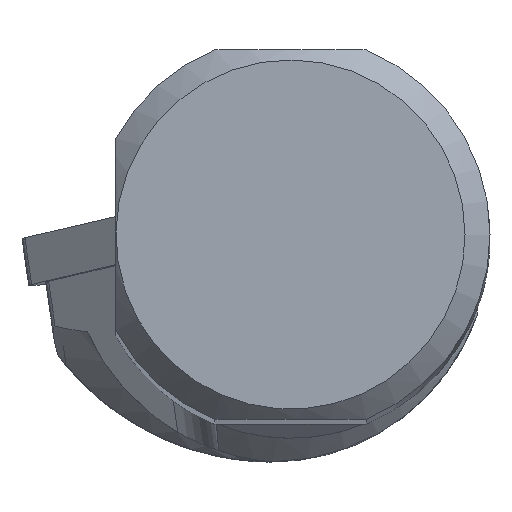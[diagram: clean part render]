
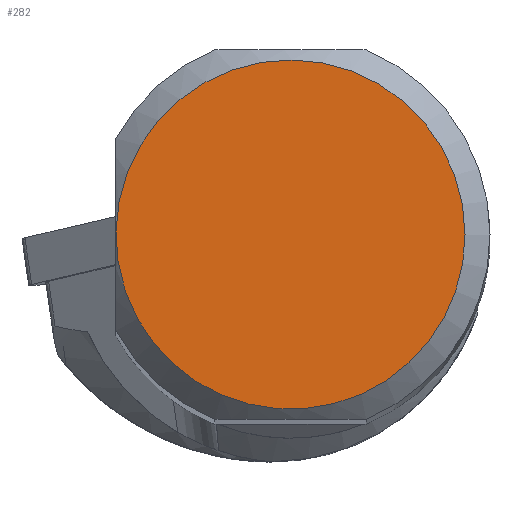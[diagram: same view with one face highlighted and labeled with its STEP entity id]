
A CAD part, top view. The second image highlights one B-rep face of the part: STEP entity #282.
In plain terms, the highlighted planar face has unit normal (0, 0, 1).
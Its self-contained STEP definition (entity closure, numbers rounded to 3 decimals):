
#202=FACE_OUTER_BOUND('',#665,.T.);
#282=ADVANCED_FACE('CU_SU_BP3',(#202),#344,.T.);
#344=PLANE('',#1754);
#665=EDGE_LOOP('',(#909));
#909=ORIENTED_EDGE('',*,*,#1446,.T.);
#1264=VERTEX_POINT('',#2697);
#1446=EDGE_CURVE('',#1264,#1264,#1565,.T.);
#1565=CIRCLE('',#1753,17.489);
#1753=AXIS2_PLACEMENT_3D('',#2696,#2075,#2076);
#1754=AXIS2_PLACEMENT_3D('',#2698,#2077,#2078);
#2075=DIRECTION('',(0.,0.,1.));
#2076=DIRECTION('',(1.,0.,0.));
#2077=DIRECTION('',(0.,0.,1.));
#2078=DIRECTION('',(1.,0.,0.));
#2696=CARTESIAN_POINT('',(0.,0.,0.));
#2697=CARTESIAN_POINT('',(17.489,0.,0.));
#2698=CARTESIAN_POINT('',(0.,0.,
0.));
